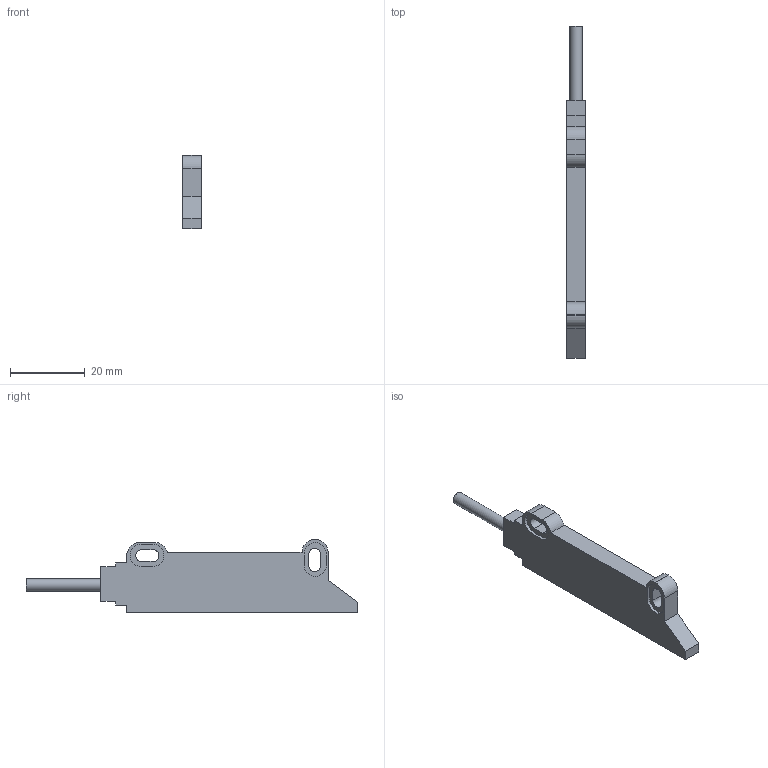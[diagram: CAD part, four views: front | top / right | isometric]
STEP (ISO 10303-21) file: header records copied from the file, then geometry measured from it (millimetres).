
FILE_DESCRIPTION(/* description */ (''),/* implementation_level */ '2;1');
FILE_NAME(/* name */ 'EX-LTE40.stp',/* time_stamp */ '2023-04-10T10:36:04+08:00',/* author */ (''),/* organization */ (''),/* preprocessor_version */ 'ST-DEVELOPER v16.7',/* originating_system */ 'SIEMENS PLM Software NX 12.0',/* authorisation */ '');
FILE_SCHEMA (('AUTOMOTIVE_DESIGN { 1 0 10303 214 3 1 1 1 }'));
Length unit declared in the file: millimetre
Products named in the file (1): EX-LTE40
Bounding box: 5 x 88.97 x 19.6 mm (x, y, z)
Volume: 5065.5 mm3; surface area: 3250.7 mm2
Topology: 1 solids, 1 shells, 118 faces, 234 edges, 156 vertices
Faces by surface type: plane 68, cylinder 50
Full cylindrical faces by diameter (mm): 0.265 x33, 3.3 x1
Entity records: 2940 total; most frequent: DIRECTION 538, CARTESIAN_POINT 475, ORIENTED_EDGE 400, AXIS2_PLACEMENT_3D 219, EDGE_CURVE 200, EDGE_LOOP 194, VERTEX_POINT 156, FACE_BOUND 118
